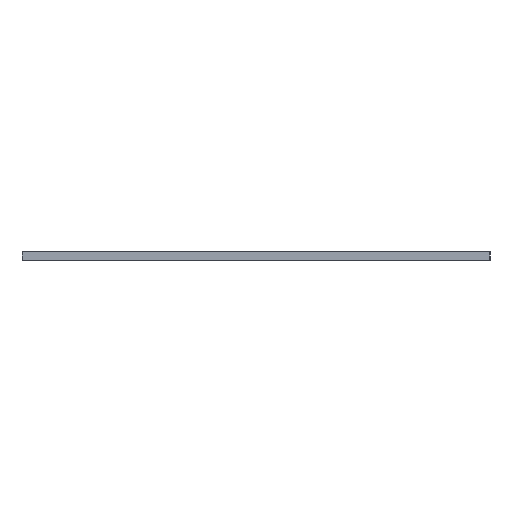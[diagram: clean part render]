
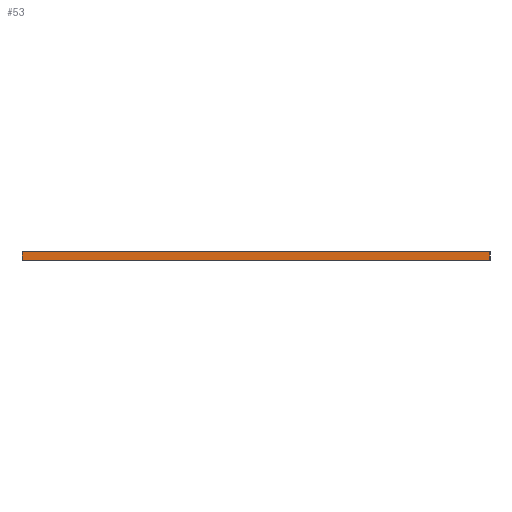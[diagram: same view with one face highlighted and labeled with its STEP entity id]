
A CAD part, left-side view. The second image highlights one B-rep face of the part: STEP entity #53.
In plain terms, the highlighted planar face has unit normal (-1, 0, 0).
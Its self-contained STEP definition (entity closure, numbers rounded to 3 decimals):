
#53 = ADVANCED_FACE('',(#54),#88,.T.);
#54 = FACE_BOUND('',#55,.T.);
#55 = EDGE_LOOP('',(#56,#66,#74,#82));
#56 = ORIENTED_EDGE('',*,*,#57,.T.);
#57 = EDGE_CURVE('',#58,#60,#62,.T.);
#58 = VERTEX_POINT('',#59);
#59 = CARTESIAN_POINT('',(100.,-50.,0.));
#60 = VERTEX_POINT('',#61);
#61 = CARTESIAN_POINT('',(100.,-50.,-1.6));
#62 = LINE('',#63,#64);
#63 = CARTESIAN_POINT('',(100.,-50.,0.));
#64 = VECTOR('',#65,1.);
#65 = DIRECTION('',(0.,0.,-1.));
#66 = ORIENTED_EDGE('',*,*,#67,.T.);
#67 = EDGE_CURVE('',#60,#68,#70,.T.);
#68 = VERTEX_POINT('',#69);
#69 = CARTESIAN_POINT('',(100.,-136.,-1.6));
#70 = LINE('',#71,#72);
#71 = CARTESIAN_POINT('',(100.,-50.,-1.6));
#72 = VECTOR('',#73,1.);
#73 = DIRECTION('',(0.,-1.,0.));
#74 = ORIENTED_EDGE('',*,*,#75,.F.);
#75 = EDGE_CURVE('',#76,#68,#78,.T.);
#76 = VERTEX_POINT('',#77);
#77 = CARTESIAN_POINT('',(100.,-136.,0.));
#78 = LINE('',#79,#80);
#79 = CARTESIAN_POINT('',(100.,-136.,0.));
#80 = VECTOR('',#81,1.);
#81 = DIRECTION('',(0.,0.,-1.));
#82 = ORIENTED_EDGE('',*,*,#83,.F.);
#83 = EDGE_CURVE('',#58,#76,#84,.T.);
#84 = LINE('',#85,#86);
#85 = CARTESIAN_POINT('',(100.,-50.,0.));
#86 = VECTOR('',#87,1.);
#87 = DIRECTION('',(0.,-1.,0.));
#88 = PLANE('',#89);
#89 = AXIS2_PLACEMENT_3D('',#90,#91,#92);
#90 = CARTESIAN_POINT('',(100.,-50.,0.));
#91 = DIRECTION('',(-1.,0.,0.));
#92 = DIRECTION('',(0.,-1.,0.));
